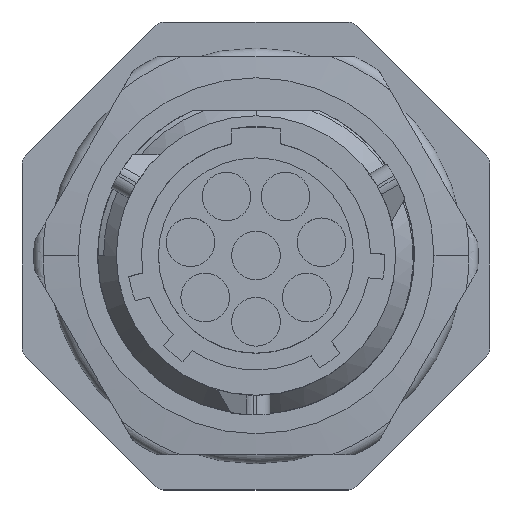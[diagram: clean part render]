
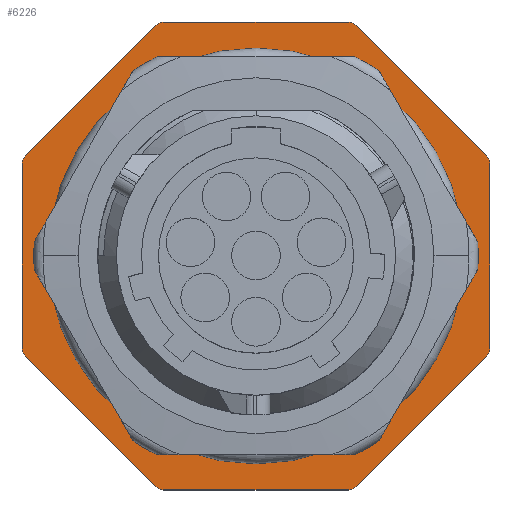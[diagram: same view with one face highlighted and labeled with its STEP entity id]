
A CAD part, top view. The second image highlights one B-rep face of the part: STEP entity #6226.
In plain terms, the highlighted planar face has unit normal (0, 0, 1).
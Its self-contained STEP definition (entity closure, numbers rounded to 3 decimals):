
#1296=CARTESIAN_POINT('',(6.265,15.125,2.3));
#1297=DIRECTION('',(0.,0.,1.));
#1298=DIRECTION('',(0.707,0.707,0.));
#1299=AXIS2_PLACEMENT_3D('',#1296,#1297,#1298);
#1314=CARTESIAN_POINT('',(15.125,6.265,2.3));
#1315=DIRECTION('',(0.,0.,1.));
#1316=DIRECTION('',(1.,0.,0.));
#1317=AXIS2_PLACEMENT_3D('',#1314,#1315,#1316);
#1332=CARTESIAN_POINT('',(15.125,-6.265,2.3));
#1333=DIRECTION('',(0.,0.,1.));
#1334=DIRECTION('',(0.707,-0.707,0.));
#1335=AXIS2_PLACEMENT_3D('',#1332,#1333,#1334);
#1350=CARTESIAN_POINT('',(6.265,-15.125,2.3));
#1351=DIRECTION('',(0.,0.,1.));
#1352=DIRECTION('',(0.,-1.,0.));
#1353=AXIS2_PLACEMENT_3D('',#1350,#1351,#1352);
#1368=CARTESIAN_POINT('',(-6.265,-15.125,2.3));
#1369=DIRECTION('',(0.,0.,1.));
#1370=DIRECTION('',(-0.707,-0.707,0.));
#1371=AXIS2_PLACEMENT_3D('',#1368,#1369,#1370);
#1386=CARTESIAN_POINT('',(-15.125,-6.265,2.3));
#1387=DIRECTION('',(0.,0.,1.));
#1388=DIRECTION('',(-1.,0.,0.));
#1389=AXIS2_PLACEMENT_3D('',#1386,#1387,#1388);
#1404=CARTESIAN_POINT('',(-15.125,6.265,2.3));
#1405=DIRECTION('',(0.,0.,1.));
#1406=DIRECTION('',(-0.707,0.707,0.));
#1407=AXIS2_PLACEMENT_3D('',#1404,#1405,#1406);
#1422=CARTESIAN_POINT('',(-6.265,15.125,2.3));
#1423=DIRECTION('',(0.,0.,1.));
#1424=DIRECTION('',(0.,1.,0.));
#1425=AXIS2_PLACEMENT_3D('',#1422,#1423,#1424);
#1436=DIRECTION('',(0.707,-0.707,0.));
#1437=VECTOR('',#1436,12.53);
#1438=CARTESIAN_POINT('',(6.795,15.655,2.3));
#1439=LINE('',#1438,#1437);
#1440=DIRECTION('',(0.,-1.,0.));
#1441=VECTOR('',#1440,12.53);
#1442=CARTESIAN_POINT('',(15.875,6.265,2.3));
#1443=LINE('',#1442,#1441);
#1444=DIRECTION('',(-0.707,-0.707,0.));
#1445=VECTOR('',#1444,12.53);
#1446=CARTESIAN_POINT('',(15.655,-6.795,2.3));
#1447=LINE('',#1446,#1445);
#1448=DIRECTION('',(-1.,0.,0.));
#1449=VECTOR('',#1448,12.53);
#1450=CARTESIAN_POINT('',(6.265,-15.875,2.3));
#1451=LINE('',#1450,#1449);
#1452=DIRECTION('',(-0.707,0.707,0.));
#1453=VECTOR('',#1452,12.53);
#1454=CARTESIAN_POINT('',(-6.795,-15.655,2.3));
#1455=LINE('',#1454,#1453);
#1456=DIRECTION('',(0.,1.,0.));
#1457=VECTOR('',#1456,12.53);
#1458=CARTESIAN_POINT('',(-15.875,-6.265,2.3));
#1459=LINE('',#1458,#1457);
#1460=DIRECTION('',(0.707,0.707,0.));
#1461=VECTOR('',#1460,12.53);
#1462=CARTESIAN_POINT('',(-15.655,6.795,2.3));
#1463=LINE('',#1462,#1461);
#1464=DIRECTION('',(1.,0.,0.));
#1465=VECTOR('',#1464,12.53);
#1466=CARTESIAN_POINT('',(-6.265,15.875,2.3));
#1467=LINE('',#1466,#1465);
#1468=CARTESIAN_POINT('',(0.,0.,2.3));
#1469=DIRECTION('',(0.,0.,1.));
#1470=DIRECTION('',(-1.,0.,0.));
#1471=AXIS2_PLACEMENT_3D('',#1468,#1469,#1470);
#1473=CARTESIAN_POINT('',(0.,0.,2.3));
#1474=DIRECTION('',(0.,0.,1.));
#1475=DIRECTION('',(1.,0.,0.));
#1476=AXIS2_PLACEMENT_3D('',#1473,#1474,#1475);
#4269=CARTESIAN_POINT('',(6.795,15.655,2.3));
#4271=VERTEX_POINT('',#4269);
#4272=CARTESIAN_POINT('',(6.265,15.875,2.3));
#4273=VERTEX_POINT('',#4272);
#4277=CARTESIAN_POINT('',(15.875,6.265,2.3));
#4279=VERTEX_POINT('',#4277);
#4280=CARTESIAN_POINT('',(15.655,6.795,2.3));
#4281=VERTEX_POINT('',#4280);
#4285=CARTESIAN_POINT('',(15.655,-6.795,2.3));
#4287=VERTEX_POINT('',#4285);
#4288=CARTESIAN_POINT('',(15.875,-6.265,2.3));
#4289=VERTEX_POINT('',#4288);
#4293=CARTESIAN_POINT('',(-6.265,15.875,2.3));
#4295=VERTEX_POINT('',#4293);
#4296=CARTESIAN_POINT('',(-6.795,15.655,2.3));
#4297=VERTEX_POINT('',#4296);
#4301=CARTESIAN_POINT('',(6.265,-15.875,2.3));
#4303=VERTEX_POINT('',#4301);
#4304=CARTESIAN_POINT('',(6.795,-15.655,2.3));
#4305=VERTEX_POINT('',#4304);
#4309=CARTESIAN_POINT('',(-6.795,-15.655,2.3));
#4311=VERTEX_POINT('',#4309);
#4312=CARTESIAN_POINT('',(-6.265,-15.875,2.3));
#4313=VERTEX_POINT('',#4312);
#4317=CARTESIAN_POINT('',(-15.875,-6.265,2.3));
#4319=VERTEX_POINT('',#4317);
#4320=CARTESIAN_POINT('',(-15.655,-6.795,2.3));
#4321=VERTEX_POINT('',#4320);
#4325=CARTESIAN_POINT('',(-15.655,6.795,2.3));
#4327=VERTEX_POINT('',#4325);
#4328=CARTESIAN_POINT('',(-15.875,6.265,2.3));
#4329=VERTEX_POINT('',#4328);
#4729=CARTESIAN_POINT('',(-13.625,0.,2.3));
#4730=CARTESIAN_POINT('',(13.625,0.,2.3));
#4731=VERTEX_POINT('',#4729);
#4732=VERTEX_POINT('',#4730);
#6197=CARTESIAN_POINT('',(0.,0.,2.3));
#6198=DIRECTION('',(0.,0.,-1.));
#6199=DIRECTION('',(0.,-1.,0.));
#6200=AXIS2_PLACEMENT_3D('',#6197,#6198,#6199);
#6201=PLANE('',#6200);
#6202=ORIENTED_EDGE('',*,*,#5980,.F.);
#6203=ORIENTED_EDGE('',*,*,#5997,.T.);
#6204=ORIENTED_EDGE('',*,*,#6009,.F.);
#6205=ORIENTED_EDGE('',*,*,#6025,.T.);
#6206=ORIENTED_EDGE('',*,*,#6037,.F.);
#6207=ORIENTED_EDGE('',*,*,#6053,.T.);
#6208=ORIENTED_EDGE('',*,*,#6065,.F.);
#6209=ORIENTED_EDGE('',*,*,#6081,.T.);
#6210=ORIENTED_EDGE('',*,*,#6093,.F.);
#6211=ORIENTED_EDGE('',*,*,#6109,.T.);
#6212=ORIENTED_EDGE('',*,*,#6121,.F.);
#6213=ORIENTED_EDGE('',*,*,#6137,.T.);
#6214=ORIENTED_EDGE('',*,*,#6149,.F.);
#6215=ORIENTED_EDGE('',*,*,#6163,.T.);
#6216=ORIENTED_EDGE('',*,*,#6177,.F.);
#6217=ORIENTED_EDGE('',*,*,#6190,.T.);
#6218=EDGE_LOOP('',(#6202,#6203,#6204,#6205,#6206,#6207,#6208,#6209,#6210,#6211,
#6212,#6213,#6214,#6215,#6216,#6217));
#6219=FACE_OUTER_BOUND('',#6218,.F.);
#6221=ORIENTED_EDGE('',*,*,#6220,.T.);
#6223=ORIENTED_EDGE('',*,*,#6222,.T.);
#6224=EDGE_LOOP('',(#6221,#6223));
#6225=FACE_BOUND('',#6224,.F.);
#6226=ADVANCED_FACE('',(#6219,#6225),#6201,.F.);
#1300=CIRCLE('',#1299,0.75);
#1318=CIRCLE('',#1317,0.75);
#1336=CIRCLE('',#1335,0.75);
#1354=CIRCLE('',#1353,0.75);
#1372=CIRCLE('',#1371,0.75);
#1390=CIRCLE('',#1389,0.75);
#1408=CIRCLE('',#1407,0.75);
#1426=CIRCLE('',#1425,0.75);
#1472=CIRCLE('',#1471,13.625);
#1477=CIRCLE('',#1476,13.625);
#5980=EDGE_CURVE('',#4271,#4273,#1300,.T.);
#5997=EDGE_CURVE('',#4271,#4281,#1439,.T.);
#6009=EDGE_CURVE('',#4279,#4281,#1318,.T.);
#6025=EDGE_CURVE('',#4279,#4289,#1443,.T.);
#6037=EDGE_CURVE('',#4287,#4289,#1336,.T.);
#6053=EDGE_CURVE('',#4287,#4305,#1447,.T.);
#6065=EDGE_CURVE('',#4303,#4305,#1354,.T.);
#6081=EDGE_CURVE('',#4303,#4313,#1451,.T.);
#6093=EDGE_CURVE('',#4311,#4313,#1372,.T.);
#6109=EDGE_CURVE('',#4311,#4321,#1455,.T.);
#6121=EDGE_CURVE('',#4319,#4321,#1390,.T.);
#6137=EDGE_CURVE('',#4319,#4329,#1459,.T.);
#6149=EDGE_CURVE('',#4327,#4329,#1408,.T.);
#6163=EDGE_CURVE('',#4327,#4297,#1463,.T.);
#6177=EDGE_CURVE('',#4295,#4297,#1426,.T.);
#6190=EDGE_CURVE('',#4295,#4273,#1467,.T.);
#6220=EDGE_CURVE('',#4731,#4732,#1472,.T.);
#6222=EDGE_CURVE('',#4732,#4731,#1477,.T.);
